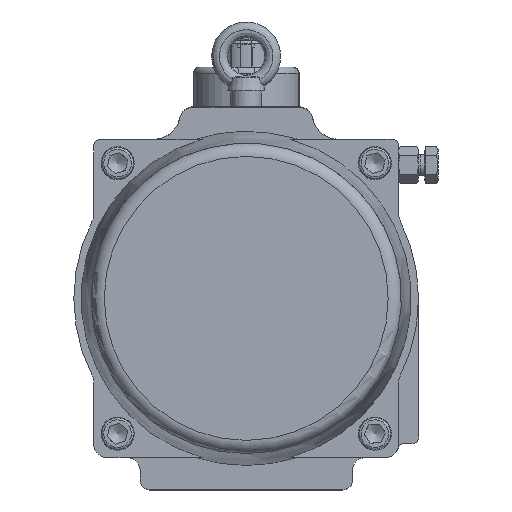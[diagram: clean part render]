
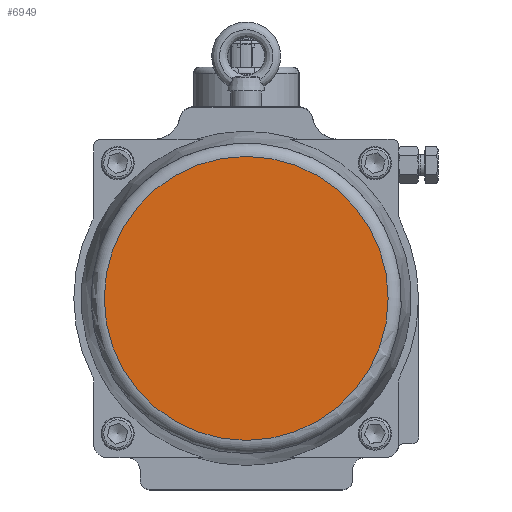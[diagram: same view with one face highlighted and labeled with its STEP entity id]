
A CAD part, front view. The second image highlights one B-rep face of the part: STEP entity #6949.
In plain terms, the highlighted planar face has unit normal (0, -1, 0).
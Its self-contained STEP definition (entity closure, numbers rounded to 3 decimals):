
#5300=FACE_OUTER_BOUND('',#9657,.T.);
#6949=ADVANCED_FACE('',(#5300),#8039,.T.);
#8039=PLANE('',#24321);
#9657=EDGE_LOOP('',(#12572));
#12572=ORIENTED_EDGE('',*,*,#20206,.T.);
#17755=VERTEX_POINT('',#35982);
#20206=EDGE_CURVE('',#17755,#17755,#22797,.T.);
#22797=CIRCLE('',#24320,107.083);
#24320=AXIS2_PLACEMENT_3D('',#35981,#28023,#28024);
#24321=AXIS2_PLACEMENT_3D('',#35983,#28025,#28026);
#28023=DIRECTION('',(0.,-1.,0.));
#28024=DIRECTION('',(0.,0.,-1.));
#28025=DIRECTION('',(0.,-1.,0.));
#28026=DIRECTION('',(0.,0.,-1.));
#35981=CARTESIAN_POINT('',(0.,-95.,0.));
#35982=CARTESIAN_POINT('',(0.,-95.,-107.083));
#35983=CARTESIAN_POINT('',(0.,-95.,0.));
